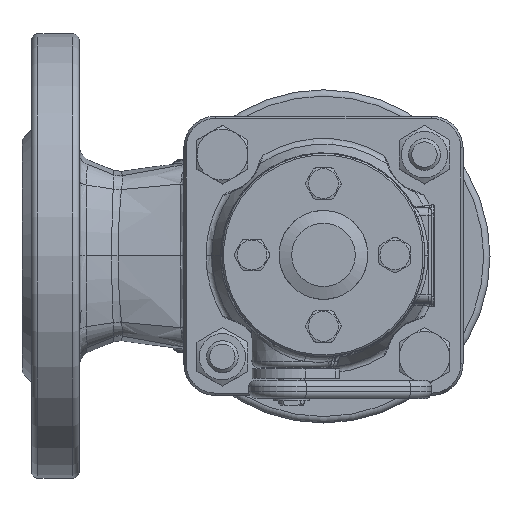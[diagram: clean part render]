
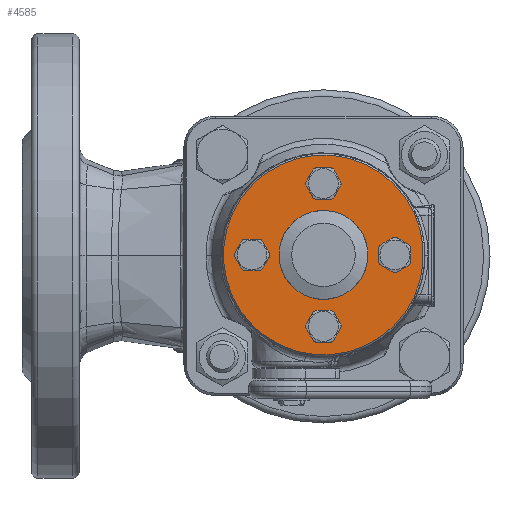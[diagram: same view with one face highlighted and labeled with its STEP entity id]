
A CAD part, top view. The second image highlights one B-rep face of the part: STEP entity #4585.
In plain terms, the highlighted planar face has unit normal (0, 0, 1).
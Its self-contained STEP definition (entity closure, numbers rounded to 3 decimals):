
#4349=CARTESIAN_POINT('',(22.275,-22.277,190.5));
#4350=VERTEX_POINT('',#4349);
#4351=CARTESIAN_POINT('',(-22.273,22.271,190.5));
#4352=VERTEX_POINT('',#4351);
#4353=CARTESIAN_POINT('',(0.001,-0.003,190.5));
#4354=DIRECTION('',(0.,-0.,1.));
#4355=DIRECTION('',(-0.707,0.707,0.));
#4356=AXIS2_PLACEMENT_3D('',#4353,#4354,#4355);
#4357=CIRCLE('',#4356,31.5);
#4358=EDGE_CURVE('NONE',#4350,#4352,#4357,.T.);
#4360=CARTESIAN_POINT('',(0.001,-0.003,190.5));
#4361=DIRECTION('',(0.,-0.,1.));
#4362=DIRECTION('',(-0.707,0.707,0.));
#4363=AXIS2_PLACEMENT_3D('',#4360,#4361,#4362);
#4364=CIRCLE('',#4363,31.5);
#4365=EDGE_CURVE('NONE',#4352,#4350,#4364,.T.);
#4421=CARTESIAN_POINT('',(9.9,-9.902,190.5));
#4422=VERTEX_POINT('',#4421);
#4423=CARTESIAN_POINT('',(-9.899,9.897,190.5));
#4424=VERTEX_POINT('',#4423);
#4425=CARTESIAN_POINT('',(0.001,-0.003,190.5));
#4426=DIRECTION('',(-0.,0.,-1.));
#4427=DIRECTION('',(-0.707,0.707,0.));
#4428=AXIS2_PLACEMENT_3D('',#4425,#4426,#4427);
#4429=CIRCLE('',#4428,14.);
#4430=EDGE_CURVE('NONE',#4422,#4424,#4429,.T.);
#4432=CARTESIAN_POINT('',(0.001,-0.003,190.5));
#4433=DIRECTION('',(-0.,0.,-1.));
#4434=DIRECTION('',(-0.707,0.707,0.));
#4435=AXIS2_PLACEMENT_3D('',#4432,#4433,#4434);
#4436=CIRCLE('',#4435,14.);
#4437=EDGE_CURVE('NONE',#4424,#4422,#4436,.T.);
#4572=CARTESIAN_POINT('',(-22.626,-22.63,190.5));
#4573=DIRECTION('',(-0.,0.,-1.));
#4574=DIRECTION('',(-0.707,0.707,0.));
#4575=AXIS2_PLACEMENT_3D('',#4572,#4573,#4574);
#4576=PLANE('',#4575);
#4577=ORIENTED_EDGE('',*,*,#4365,.T.);
#4578=ORIENTED_EDGE('',*,*,#4358,.T.);
#4579=EDGE_LOOP('',(#4577,#4578));
#4580=FACE_BOUND('',#4579,.T.);
#4581=ORIENTED_EDGE('',*,*,#4437,.T.);
#4582=ORIENTED_EDGE('',*,*,#4430,.T.);
#4583=EDGE_LOOP('',(#4581,#4582));
#4584=FACE_BOUND('',#4583,.T.);
#4585=ADVANCED_FACE('NONE',(#4580,#4584),#4576,.F.);
